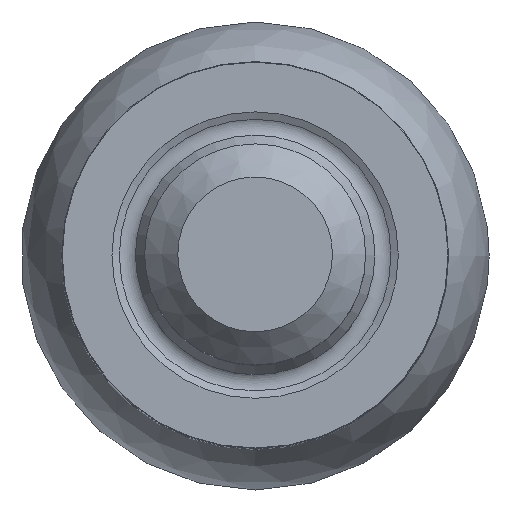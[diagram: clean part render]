
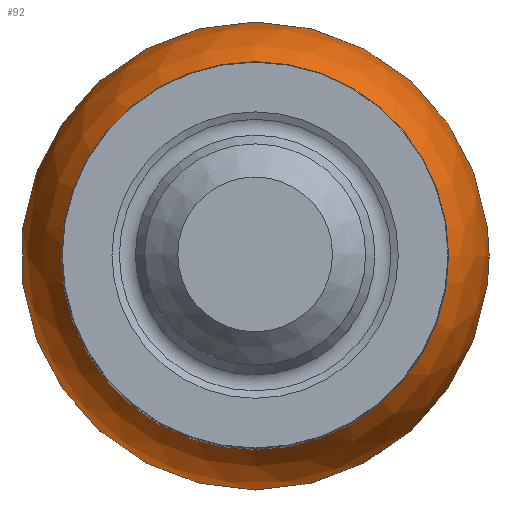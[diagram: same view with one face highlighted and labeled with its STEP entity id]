
A CAD part, top view. The second image highlights one B-rep face of the part: STEP entity #92.
In plain terms, the highlighted spherical face has radius 12.7 mm.
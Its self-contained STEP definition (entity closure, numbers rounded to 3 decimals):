
#56=SPHERICAL_SURFACE('',#269,12.7);
#61=FACE_OUTER_BOUND('',#153,.T.);
#92=ADVANCED_FACE('',(#61),#56,.T.);
#153=EDGE_LOOP('',(#185));
#185=ORIENTED_EDGE('',*,*,#219,.T.);
#203=VERTEX_POINT('',#391);
#219=EDGE_CURVE('',#203,#203,#235,.T.);
#235=CIRCLE('',#268,9.903);
#268=AXIS2_PLACEMENT_3D('',#390,#335,#336);
#269=AXIS2_PLACEMENT_3D('',#392,#337,#338);
#335=DIRECTION('',(0.,0.,-1.));
#336=DIRECTION('',(-1.,0.,0.));
#337=DIRECTION('',(0.,0.,-1.));
#338=DIRECTION('',(1.,0.,0.));
#390=CARTESIAN_POINT('',(0.,0.,-19.989));
#391=CARTESIAN_POINT('',(-9.903,0.,-19.989));
#392=CARTESIAN_POINT('',(0.,0.,-27.94));
